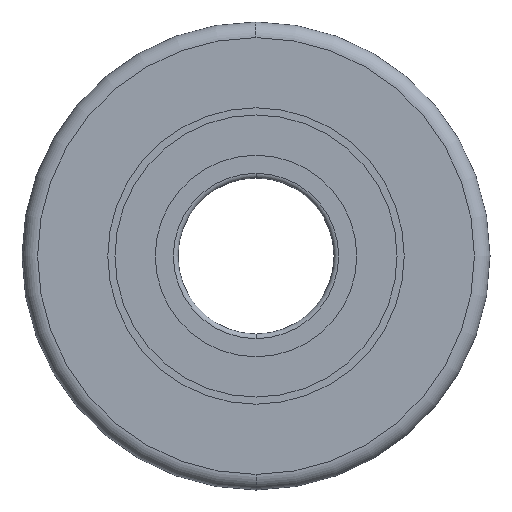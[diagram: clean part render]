
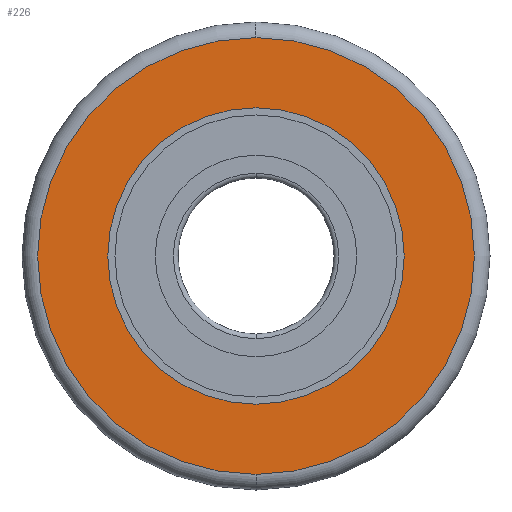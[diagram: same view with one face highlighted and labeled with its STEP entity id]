
A CAD part, left-side view. The second image highlights one B-rep face of the part: STEP entity #226.
In plain terms, the highlighted planar face has unit normal (-1, 0, 0).
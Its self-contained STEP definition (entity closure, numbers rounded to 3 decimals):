
#58 = EDGE_LOOP ( 'NONE', ( #1527, #667 ) ) ;
#60 = CARTESIAN_POINT ( 'NONE',  ( -12.5, 0., 0. ) ) ;
#160 = CIRCLE ( 'NONE', #1595, 28. ) ;
#204 = VERTEX_POINT ( 'NONE', #513 ) ;
#205 = DIRECTION ( 'NONE',  ( 0., 0., 1. ) ) ;
#211 = CARTESIAN_POINT ( 'NONE',  ( -12.5, 0., 0. ) ) ;
#226 = ADVANCED_FACE ( 'NONE', ( #1543, #564 ), #1135, .F. ) ;
#270 = AXIS2_PLACEMENT_3D ( 'NONE', #1116, #506, #1483 ) ;
#305 = DIRECTION ( 'NONE',  ( -1., 0., 0. ) ) ;
#345 = DIRECTION ( 'NONE',  ( -1., 0., 0. ) ) ;
#430 = DIRECTION ( 'NONE',  ( 0., 0., -1. ) ) ;
#477 = AXIS2_PLACEMENT_3D ( 'NONE', #884, #766, #879 ) ;
#506 = DIRECTION ( 'NONE',  ( 1., 0., 0. ) ) ;
#512 = CARTESIAN_POINT ( 'NONE',  ( -12.5, 0., 19. ) ) ;
#513 = CARTESIAN_POINT ( 'NONE',  ( -12.5, 0., 28. ) ) ;
#532 = EDGE_CURVE ( 'NONE', #1388, #811, #701, .T. ) ;
#564 = FACE_BOUND ( 'NONE', #793, .T. ) ;
#577 = CIRCLE ( 'NONE', #1532, 28. ) ;
#606 = ORIENTED_EDGE ( 'NONE', *, *, #532, .F. ) ;
#659 = CARTESIAN_POINT ( 'NONE',  ( -12.5, 0., -28. ) ) ;
#667 = ORIENTED_EDGE ( 'NONE', *, *, #1083, .T. ) ;
#701 = CIRCLE ( 'NONE', #1086, 19. ) ;
#723 = DIRECTION ( 'NONE',  ( 0., 0., -1. ) ) ;
#766 = DIRECTION ( 'NONE',  ( -1., 0., 0. ) ) ;
#793 = EDGE_LOOP ( 'NONE', ( #1567, #606 ) ) ;
#811 = VERTEX_POINT ( 'NONE', #512 ) ;
#879 = DIRECTION ( 'NONE',  ( 0., 0., 1. ) ) ;
#884 = CARTESIAN_POINT ( 'NONE',  ( -12.5, 0., 0. ) ) ;
#1035 = EDGE_CURVE ( 'NONE', #1248, #204, #577, .T. ) ;
#1083 = EDGE_CURVE ( 'NONE', #204, #1248, #160, .T. ) ;
#1086 = AXIS2_PLACEMENT_3D ( 'NONE', #1449, #1320, #205 ) ;
#1116 = CARTESIAN_POINT ( 'NONE',  ( -12.5, 19., 0. ) ) ;
#1135 = PLANE ( 'NONE',  #270 ) ;
#1172 = CARTESIAN_POINT ( 'NONE',  ( -12.5, 0., -19. ) ) ;
#1248 = VERTEX_POINT ( 'NONE', #659 ) ;
#1320 = DIRECTION ( 'NONE',  ( -1., 0., 0. ) ) ;
#1388 = VERTEX_POINT ( 'NONE', #1172 ) ;
#1449 = CARTESIAN_POINT ( 'NONE',  ( -12.5, 0., 0. ) ) ;
#1458 = CIRCLE ( 'NONE', #477, 19. ) ;
#1483 = DIRECTION ( 'NONE',  ( 0., 0., -1. ) ) ;
#1527 = ORIENTED_EDGE ( 'NONE', *, *, #1035, .T. ) ;
#1532 = AXIS2_PLACEMENT_3D ( 'NONE', #60, #305, #430 ) ;
#1543 = FACE_OUTER_BOUND ( 'NONE', #58, .T. ) ;
#1567 = ORIENTED_EDGE ( 'NONE', *, *, #1612, .F. ) ;
#1595 = AXIS2_PLACEMENT_3D ( 'NONE', #211, #345, #723 ) ;
#1612 = EDGE_CURVE ( 'NONE', #811, #1388, #1458, .T. ) ;
